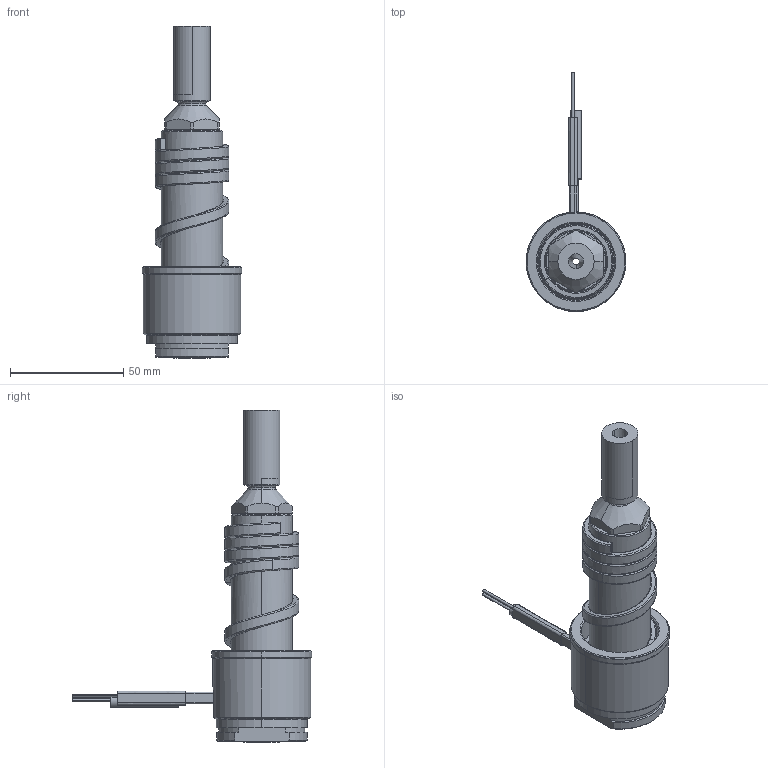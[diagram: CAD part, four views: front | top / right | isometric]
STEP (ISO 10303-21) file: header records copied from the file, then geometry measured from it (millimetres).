
FILE_DESCRIPTION((''),'2;1');
FILE_NAME('EL-116-APO-H','2014-02-17T',('Íàòàëüÿ'),('IMID'),'PRO/ENGINEER BY PARAMETRIC TECHNOLOGY CORPORATION, 2010480','PRO/ENGINEER BY PARAMETRIC TECHNOLOGY CORPORATION, 2010480','');
FILE_SCHEMA(('CONFIG_CONTROL_DESIGN'));
Length unit declared in the file: millimetre
Products named in the file (1): EL-116-APO-H
Bounding box: 44 x 105.5 x 146.3 mm (x, y, z)
Volume: 92949.5 mm3; surface area: 36144.9 mm2
Topology: 1 solids, 8 shells, 296 faces, 736 edges, 439 vertices
Faces by surface type: cylinder 98, cone 52, bspline 51, plane 49, torus 27, revolution 9, extrusion 8, sphere 2
Entity records: 15171 total; most frequent: CARTESIAN_POINT 8436, ORIENTED_EDGE 1432, DIRECTION 1322, EDGE_CURVE 728, AXIS2_PLACEMENT_3D 525, VERTEX_POINT 439, EDGE_LOOP 317, FACE_OUTER_BOUND 296
